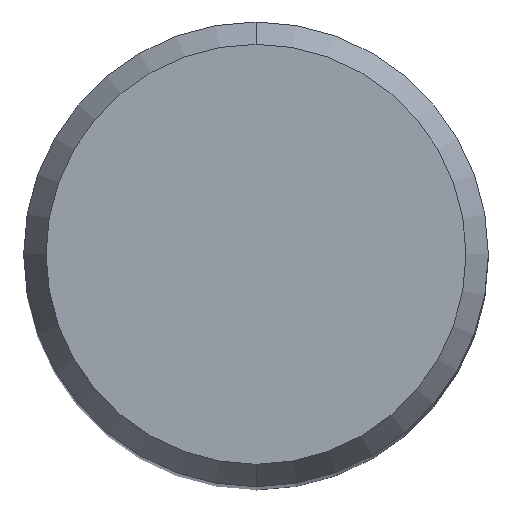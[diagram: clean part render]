
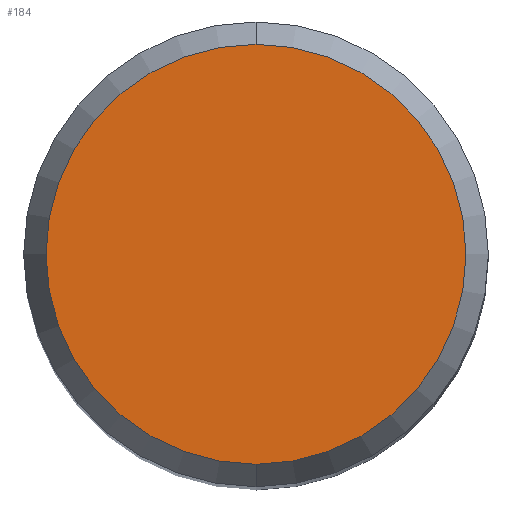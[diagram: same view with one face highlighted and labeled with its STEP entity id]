
A CAD part, top view. The second image highlights one B-rep face of the part: STEP entity #184.
In plain terms, the highlighted planar face has unit normal (0, 0, 1).
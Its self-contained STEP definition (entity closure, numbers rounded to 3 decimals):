
#114=EDGE_CURVE('',#194,#196,#259,.T.);
#184=ADVANCED_FACE('',(#337),#338,.T.);
#194=VERTEX_POINT('',#349);
#196=VERTEX_POINT('',#351);
#202=EDGE_CURVE('',#196,#194,#357,.T.);
#259=CIRCLE('',#416,4.304);
#337=FACE_OUTER_BOUND('',#517,.T.);
#338=PLANE('',#518);
#349=CARTESIAN_POINT('',(0.0,4.304,0.01));
#351=CARTESIAN_POINT('',(0.,-4.304,0.01));
#357=CIRCLE('',#541,4.304);
#416=AXIS2_PLACEMENT_3D('',#597,#598,#599);
#517=EDGE_LOOP('',(#697,#698));
#518=AXIS2_PLACEMENT_3D('',#699,#700,#701);
#541=AXIS2_PLACEMENT_3D('',#712,#713,#714);
#597=CARTESIAN_POINT('',(0.0,0.0,0.01));
#598=DIRECTION('',(0.0,0.0,-1.0));
#599=DIRECTION('',(0.0,1.0,0.0));
#697=ORIENTED_EDGE('',*,*,#114,.F.);
#698=ORIENTED_EDGE('',*,*,#202,.F.);
#699=CARTESIAN_POINT('',(0.0,2.152,0.01));
#700=DIRECTION('',(-0.0,0.0,1.0));
#701=DIRECTION('',(0.0,-1.0,0.0));
#712=CARTESIAN_POINT('',(0.0,0.0,0.01));
#713=DIRECTION('',(0.0,0.0,-1.0));
#714=DIRECTION('',(0.0,1.0,0.0));
